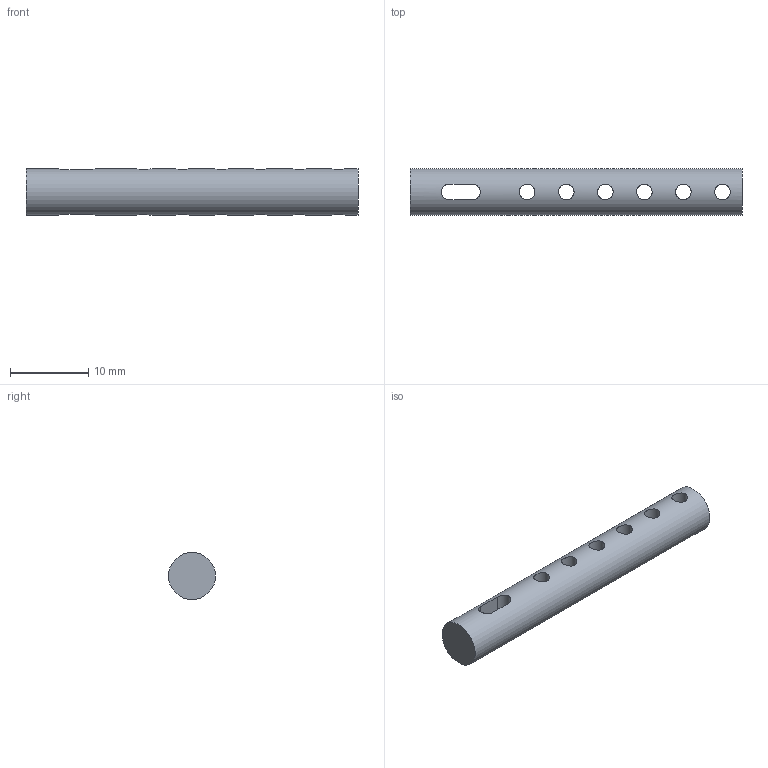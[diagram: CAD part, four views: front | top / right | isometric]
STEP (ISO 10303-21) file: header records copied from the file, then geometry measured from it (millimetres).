
FILE_DESCRIPTION(/* description */ (''),/* implementation_level */ '2;1');
FILE_NAME(/* name */ 'Orbit.step',/* time_stamp */ '2023-07-30T19:09:10+08:00',/* author */ (''),/* organization */ (''),/* preprocessor_version */ 'ST-DEVELOPER v19.2',/* originating_system */ 'Autodesk Translation Framework v11.17.0.187',/* authorisation */ '');
FILE_SCHEMA (('AUTOMOTIVE_DESIGN { 1 0 10303 214 3 1 1 }'));
Length unit declared in the file: millimetre
Products named in the file (1): Orbit
Bounding box: 42.5 x 6 x 6 mm (x, y, z)
Volume: 1036.3 mm3; surface area: 1091.2 mm2
Topology: 1 solids, 1 shells, 13 faces, 45 edges, 34 vertices
Faces by surface type: cylinder 9, plane 4
Full cylindrical faces by diameter (mm): 2 x6, 6 x1
Entity records: 988 total; most frequent: CARTESIAN_POINT 579, ORIENTED_EDGE 90, DIRECTION 47, EDGE_CURVE 45, VERTEX_POINT 34, B_SPLINE_CURVE_WITH_KNOTS 28, EDGE_LOOP 27, AXIS2_PLACEMENT_3D 16
